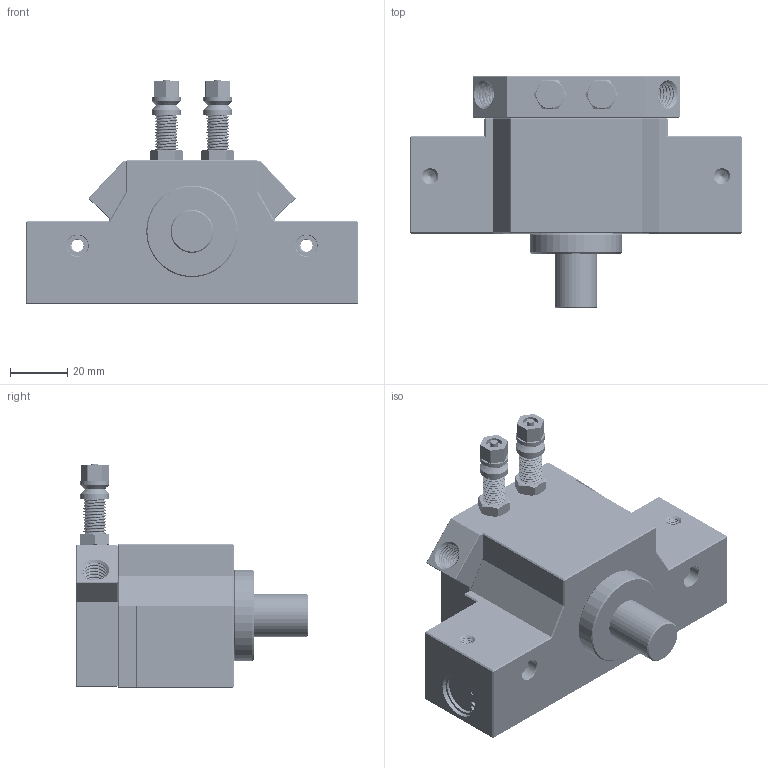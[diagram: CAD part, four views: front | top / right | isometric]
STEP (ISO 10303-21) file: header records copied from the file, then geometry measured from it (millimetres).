
FILE_DESCRIPTION(/* description */ (''),/* implementation_level */ '2;1');
FILE_NAME(/* name */ '00c53de5-888a-4bca-b3c8-9513cf285eb4.stp',/* time_stamp */ '2024-10-08T17:14:34Z',/* author */ (''),/* organization */ (''),/* preprocessor_version */ 'ST-DEVELOPER v20',/* originating_system */ 'Autodesk Translation Framework v13.20.0.188',/* authorisation */ '');
FILE_SCHEMA (('AUTOMOTIVE_DESIGN { 1 0 10303 214 3 1 1 }'));
Products named in the file (10): MD 12/180 H; Body_part_1; Retaining_ring_16; AS 08/40; AS 08/40_1; Screw_M8; Hex_nut_M8; Socket_head_screw_M4; Rod_1; Body_part_3
Assembly tree (13 placements, depth 3):
  MD 12/180 H
    Retaining_ring_16  x2
    Body_part_1
    Socket_head_screw_M4  x2
    AS 08/40
      Screw_M8
      Hex_nut_M8
    AS 08/40_1
      Screw_M8
      Hex_nut_M8
    Rod_1
    Body_part_3
Bounding box: 116 x 81 x 78.5 mm (x, y, z)
Volume: 211954.9 mm3; surface area: 54921.1 mm2
Topology: 11 solids, 11 shells, 1405 faces, 3889 edges, 2525 vertices
Faces by surface type: cylinder 1016, plane 250, cone 89, bspline 50
Full cylindrical faces by diameter (mm): 1.7 x4, 2.5 x3, 3.091 x36, 4 x38, 4.234 x128, 5.12 x56, 5.5 x4, 6 x2, 6.744 x32, 7 x2, 7.035 x4, 7.4 x4, 7.5 x2, 7.884 x52, 8.147 x2, 8.526 x74, 10 x4, 10.198 x71, 11 x3, 15 x1, 16 x2, 32 x1
Entity records: 96896 total; most frequent: CARTESIAN_POINT 70087, ORIENTED_EDGE 6538, DIRECTION 3986, EDGE_CURVE 3269, VERTEX_POINT 2127, B_SPLINE_CURVE_WITH_KNOTS 1804, AXIS2_PLACEMENT_3D 1413, EDGE_LOOP 1238
